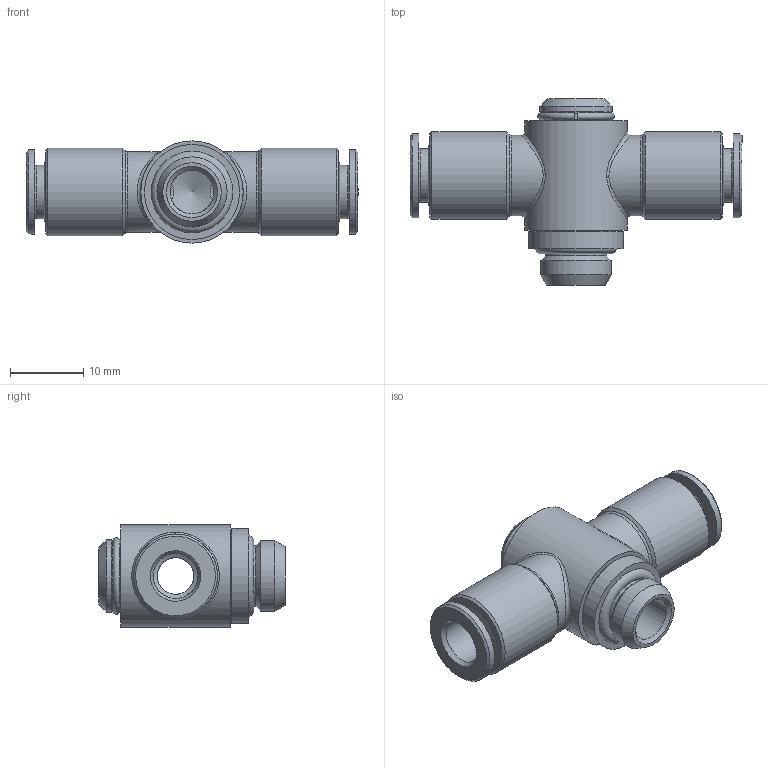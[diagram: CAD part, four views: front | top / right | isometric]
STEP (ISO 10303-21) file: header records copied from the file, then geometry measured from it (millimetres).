
FILE_DESCRIPTION(/* description */ ('STEP AP214'),/* implementation_level */ '2;1');
FILE_NAME(/* name */ 'A0120031',/* time_stamp */ '2023-04-21T12:13:06+02:00',/* author */ ('License CC BY-ND 4.0'),/* organization */ ('CADENAS'),/* preprocessor_version */ 'ST-DEVELOPER v19.3',/* originating_system */ 'PARTsolutions',/* authorisation */ ' ');
FILE_SCHEMA (('AUTOMOTIVE_DESIGN {1 0 10303 214 3 1 1}'));
Length unit declared in the file: metre
Products named in the file (2): A0120031; A0120031_PART1
Assembly tree (1 placements, depth 2):
  A0120031
    A0120031_PART1
Bounding box: 45.4 x 25.5 x 14 mm (x, y, z)
Volume: 4866.5 mm3; surface area: 3839.7 mm2
Topology: 1 solids, 1 shells, 81 faces, 184 edges, 116 vertices
Faces by surface type: plane 29, cone 22, cylinder 22, bspline 4, torus 4
Full cylindrical faces by diameter (mm): 4 x1, 5 x2, 6 x1, 6.15 x2, 7.3 x2, 8.3 x1, 8.75 x1, 9.6 x1, 9.85 x2, 11 x2, 11.5 x2, 12 x2, 13 x1, 14 x1
Entity records: 3370 total; most frequent: CARTESIAN_POINT 1255, DIRECTION 322, ORIENTED_EDGE 234, AXIS2_PLACEMENT_3D 150, FACE_BOUND 144, EDGE_LOOP 142, EDGE_CURVE 117, VERTEX_POINT 97
